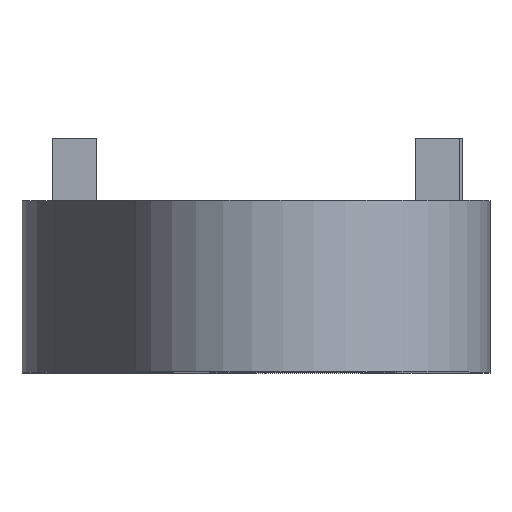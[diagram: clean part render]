
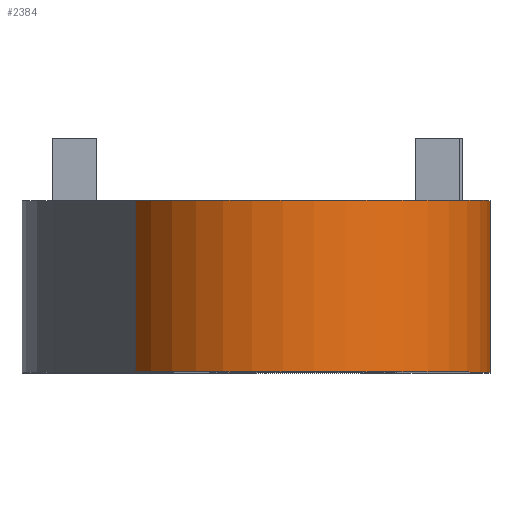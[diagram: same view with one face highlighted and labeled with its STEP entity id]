
A CAD part, top view. The second image highlights one B-rep face of the part: STEP entity #2384.
In plain terms, the highlighted cylindrical face has radius 12 mm (diameter 24 mm), a partial arc.
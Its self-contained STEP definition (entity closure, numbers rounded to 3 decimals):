
#215=FACE_OUTER_BOUND('',#343,.T.);
#343=EDGE_LOOP('',(#2048,#2049,#2050,#2051));
#630=LINE('',#3732,#942);
#633=LINE('',#3738,#945);
#942=VECTOR('',#3032,10.);
#945=VECTOR('',#3037,10.);
#1032=CIRCLE('',#2512,12.);
#1043=CIRCLE('',#2536,12.);
#1198=VERTEX_POINT('',#3631);
#1204=VERTEX_POINT('',#3643);
#1233=VERTEX_POINT('',#3731);
#1235=VERTEX_POINT('',#3737);
#1488=EDGE_CURVE('',#1204,#1198,#1032,.T.);
#1534=EDGE_CURVE('',#1204,#1233,#630,.T.);
#1537=EDGE_CURVE('',#1198,#1235,#633,.T.);
#1538=EDGE_CURVE('',#1235,#1233,#1043,.T.);
#2048=ORIENTED_EDGE('',*,*,#1537,.F.);
#2049=ORIENTED_EDGE('',*,*,#1488,.F.);
#2050=ORIENTED_EDGE('',*,*,#1534,.T.);
#2051=ORIENTED_EDGE('',*,*,#1538,.F.);
#2299=CYLINDRICAL_SURFACE('',#2535,12.);
#2384=ADVANCED_FACE('',(#215),#2299,.T.);
#2512=AXIS2_PLACEMENT_3D('',#3645,#2951,#2952);
#2535=AXIS2_PLACEMENT_3D('',#3736,#3035,#3036);
#2536=AXIS2_PLACEMENT_3D('',#3739,#3038,#3039);
#2951=DIRECTION('center_axis',(0.,1.,0.));
#2952=DIRECTION('ref_axis',(-0.896,0.,0.443));
#3032=DIRECTION('',(0.,-1.,0.));
#3035=DIRECTION('center_axis',(0.,-1.,0.));
#3036=DIRECTION('ref_axis',(-0.896,0.,0.443));
#3037=DIRECTION('',(0.,-1.,0.));
#3038=DIRECTION('center_axis',(0.,-1.,0.));
#3039=DIRECTION('ref_axis',(-0.896,0.,0.443));
#3631=CARTESIAN_POINT('',(30.,-8.,49.));
#3643=CARTESIAN_POINT('',(7.244,-8.,54.321));
#3645=CARTESIAN_POINT('Origin',(18.,-8.,49.));
#3731=CARTESIAN_POINT('',(7.244,-19.,54.321));
#3732=CARTESIAN_POINT('',(7.244,-8.,54.321));
#3736=CARTESIAN_POINT('Origin',(18.,-8.,49.));
#3737=CARTESIAN_POINT('',(30.,-19.,49.));
#3738=CARTESIAN_POINT('',(30.,-8.,49.));
#3739=CARTESIAN_POINT('Origin',(18.,-19.,49.));
